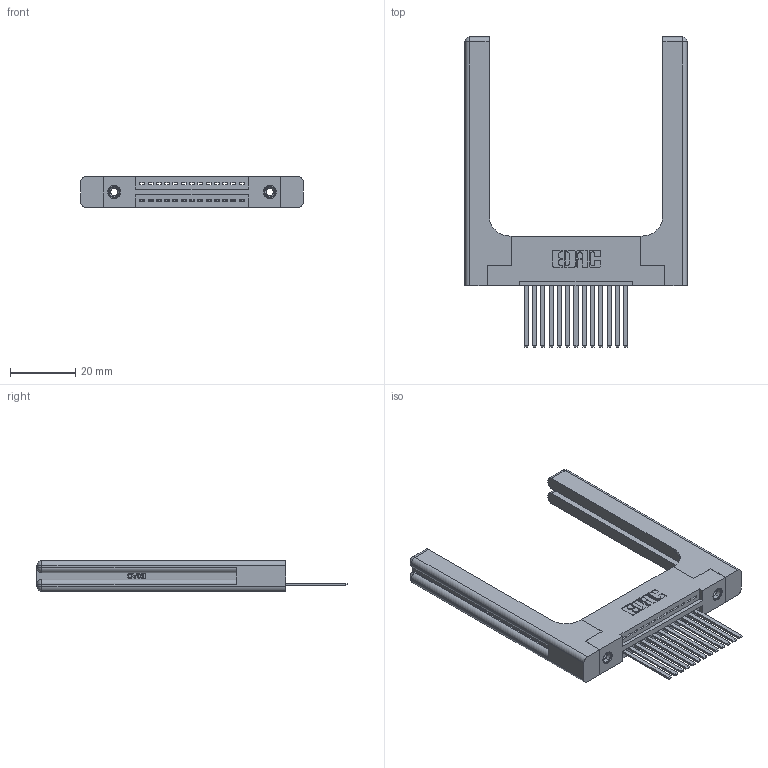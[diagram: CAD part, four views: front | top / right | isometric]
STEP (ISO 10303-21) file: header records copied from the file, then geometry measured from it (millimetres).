
FILE_DESCRIPTION (( 'STEP AP203' ), '1' );
FILE_NAME ('395-013-544-158.STEP', '2019-10-16T03:19:40', ( '' ), ( '' ), 'SwSTEP 2.0', 'SolidWorks 2016', '' );
FILE_SCHEMA (( 'CONFIG_CONTROL_DESIGN' ));
Length unit declared in the file: inch
Products named in the file (5): 345-220-058_345-220-058; 345-250-001_345-250-001-102; 345 Part_Flush Mounting Lugs - 0.156 Dia-TH; 345-292-001_345-293-144; 395-013-544-158
Assembly tree (18 placements, depth 2):
  395-013-544-158
    345 Part_Flush Mounting Lugs - 0.156 Dia-TH
    345-292-001_345-293-144  x13
    345-250-001_345-250-001-102  x2
    345-220-058_345-220-058  x2
Bounding box: 68.05 x 94.92 x 9.4 mm (x, y, z)
Volume: 14881.1 mm3; surface area: 13836.7 mm2
Topology: 18 solids, 18 shells, 1058 faces, 3061 edges, 2002 vertices
Faces by surface type: plane 696, cylinder 302, bspline 36, cone 12, sphere 8, torus 4
Entity records: 18686 total; most frequent: CARTESIAN_POINT 4208, ORIENTED_EDGE 2952, DIRECTION 2662, EDGE_CURVE 1476, VECTOR 1204, LINE 1204, VERTEX_POINT 974, AXIS2_PLACEMENT_3D 729
